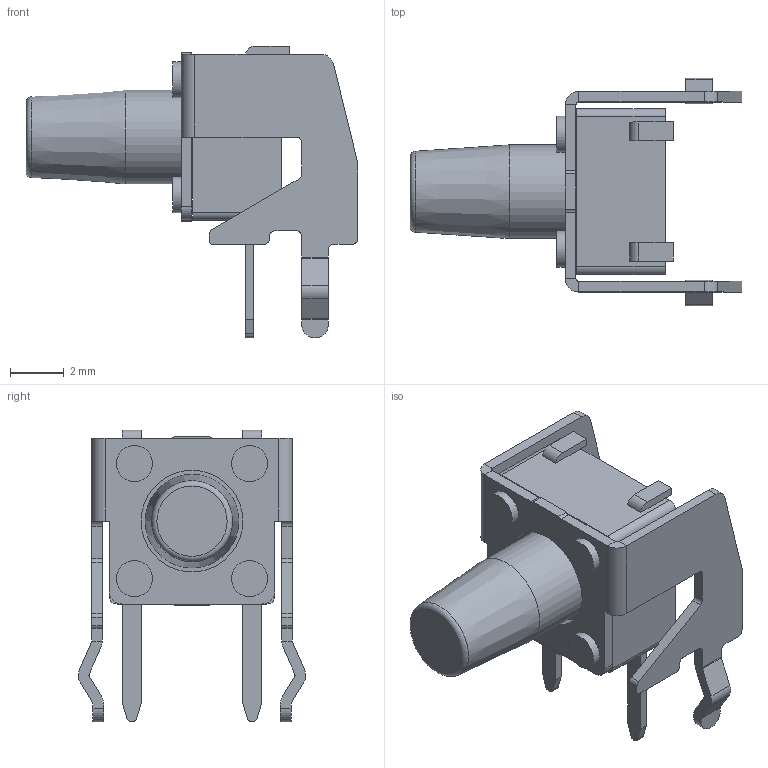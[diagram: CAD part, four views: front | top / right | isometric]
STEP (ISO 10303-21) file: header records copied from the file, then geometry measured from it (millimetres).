
FILE_DESCRIPTION(/* description */ (''),/* implementation_level */ '2;1');
FILE_NAME(/* name */ 'PB_ALPS_SKHHLQA010.stp',/* time_stamp */ '2017-05-08T15:14:28+02:00',/* author */ ('jchouvet'),/* organization */ (''),/* preprocessor_version */ 'ST-DEVELOPER v16.1',/* originating_system */ 'AutoCAD Mechanical',/* authorisation */ '');
FILE_SCHEMA (('AUTOMOTIVE_DESIGN { 1 0 10303 214 3 1 1 }'));
Length unit declared in the file: millimetre
Products named in the file (1): Product
Bounding box: 12.4 x 8.5 x 10.9 mm (x, y, z)
Volume: 224.7 mm3; surface area: 530.8 mm2
Topology: 19 solids, 19 shells, 178 faces, 419 edges, 279 vertices
Faces by surface type: plane 118, cylinder 58, torus 1, cone 1
Full cylindrical faces by diameter (mm): 1.35 x4, 3.5 x1, 3.8 x1
Entity records: 5089 total; most frequent: DIRECTION 886, CARTESIAN_POINT 867, ORIENTED_EDGE 820, EDGE_CURVE 410, AXIS2_PLACEMENT_3D 297, LINE 292, VECTOR 292, VERTEX_POINT 278
